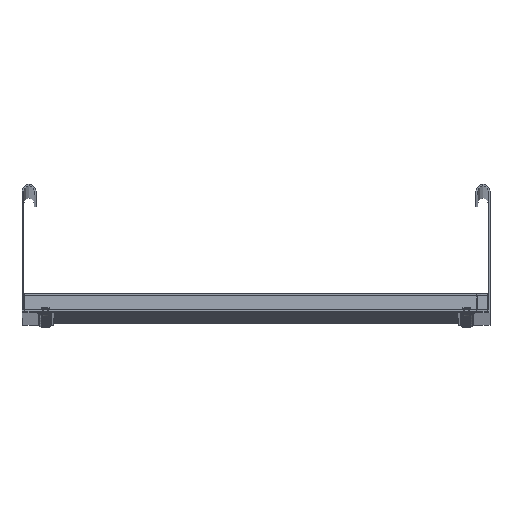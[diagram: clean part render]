
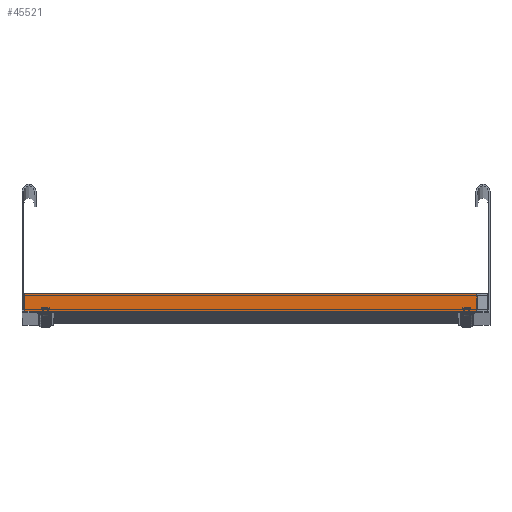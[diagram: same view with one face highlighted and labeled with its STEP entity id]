
A CAD part, top view. The second image highlights one B-rep face of the part: STEP entity #45521.
In plain terms, the highlighted face is planar.
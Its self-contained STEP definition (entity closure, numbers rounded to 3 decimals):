
#1073 = ORIENTED_EDGE ( 'NONE', *, *, #2571, .F. ) ;
#1437 = DIRECTION ( 'NONE',  ( 0., 1., 0. ) ) ;
#1503 = CARTESIAN_POINT ( 'NONE',  ( 15., 0., 197.5 ) ) ;
#2232 = LINE ( 'NONE', #41871, #36161 ) ;
#2571 = EDGE_CURVE ( 'NONE', #5808, #14998, #49469, .T. ) ;
#2733 = LINE ( 'NONE', #18720, #32974 ) ;
#3894 = EDGE_CURVE ( 'NONE', #50196, #36757, #2733, .T. ) ;
#4150 = EDGE_CURVE ( 'NONE', #5808, #50196, #20273, .T. ) ;
#4596 = DIRECTION ( 'NONE',  ( 0., -1., 0. ) ) ;
#5808 = VERTEX_POINT ( 'NONE', #17730 ) ;
#7428 = DIRECTION ( 'NONE',  ( 0., -1., 0. ) ) ;
#7749 = CARTESIAN_POINT ( 'NONE',  ( 15., 3., -197.5 ) ) ;
#11599 = AXIS2_PLACEMENT_3D ( 'NONE', #7749, #16143, #4596 ) ;
#11643 = ORIENTED_EDGE ( 'NONE', *, *, #3894, .T. ) ;
#12246 = LINE ( 'NONE', #48478, #46732 ) ;
#13594 = DIRECTION ( 'NONE',  ( 0., 0., -1. ) ) ;
#14998 = VERTEX_POINT ( 'NONE', #20755 ) ;
#16143 = DIRECTION ( 'NONE',  ( -1., 0., 0. ) ) ;
#17448 = DIRECTION ( 'NONE',  ( 0., -1., 0. ) ) ;
#17730 = CARTESIAN_POINT ( 'NONE',  ( 15., 12., 197.5 ) ) ;
#18720 = CARTESIAN_POINT ( 'NONE',  ( 15., 0., 197.5 ) ) ;
#20109 = DIRECTION ( 'NONE',  ( 0., 0., -1. ) ) ;
#20273 = LINE ( 'NONE', #24730, #21286 ) ;
#20299 = ORIENTED_EDGE ( 'NONE', *, *, #21076, .F. ) ;
#20451 = CARTESIAN_POINT ( 'NONE',  ( 15., 15., -188.84 ) ) ;
#20591 = FACE_OUTER_BOUND ( 'NONE', #42625, .T. ) ;
#20755 = CARTESIAN_POINT ( 'NONE',  ( 15., 15., 197.5 ) ) ;
#21076 = EDGE_CURVE ( 'NONE', #31585, #26519, #2232, .T. ) ;
#21202 = LINE ( 'NONE', #44843, #48198 ) ;
#21286 = VECTOR ( 'NONE', #32348, 1000. ) ;
#23000 = ORIENTED_EDGE ( 'NONE', *, *, #25466, .F. ) ;
#24730 = CARTESIAN_POINT ( 'NONE',  ( 15., 3., 197.5 ) ) ;
#25466 = EDGE_CURVE ( 'NONE', #14998, #31585, #21202, .T. ) ;
#26519 = VERTEX_POINT ( 'NONE', #28050 ) ;
#27883 = ORIENTED_EDGE ( 'NONE', *, *, #40549, .T. ) ;
#28050 = CARTESIAN_POINT ( 'NONE',  ( 15., 0., -188.84 ) ) ;
#29507 = CARTESIAN_POINT ( 'NONE',  ( 15., 3., 197.5 ) ) ;
#31585 = VERTEX_POINT ( 'NONE', #20451 ) ;
#32348 = DIRECTION ( 'NONE',  ( 0., -1., 0. ) ) ;
#32974 = VECTOR ( 'NONE', #7428, 1000. ) ;
#36161 = VECTOR ( 'NONE', #17448, 1000. ) ;
#36757 = VERTEX_POINT ( 'NONE', #1503 ) ;
#38752 = VECTOR ( 'NONE', #1437, 1000. ) ;
#40549 = EDGE_CURVE ( 'NONE', #36757, #26519, #12246, .T. ) ;
#41871 = CARTESIAN_POINT ( 'NONE',  ( 15., 15., -188.84 ) ) ;
#42625 = EDGE_LOOP ( 'NONE', ( #44942, #11643, #27883, #20299, #23000, #1073 ) ) ;
#44843 = CARTESIAN_POINT ( 'NONE',  ( 15., 15., -197.5 ) ) ;
#44942 = ORIENTED_EDGE ( 'NONE', *, *, #4150, .T. ) ;
#45521 = ADVANCED_FACE ( 'NONE', ( #20591 ), #48697, .F. ) ;
#46651 = CARTESIAN_POINT ( 'NONE',  ( 15., 3., 197.5 ) ) ;
#46732 = VECTOR ( 'NONE', #20109, 1000. ) ;
#48198 = VECTOR ( 'NONE', #13594, 1000. ) ;
#48478 = CARTESIAN_POINT ( 'NONE',  ( 15., 0., -197.5 ) ) ;
#48697 = PLANE ( 'NONE',  #11599 ) ;
#49469 = LINE ( 'NONE', #29507, #38752 ) ;
#50196 = VERTEX_POINT ( 'NONE', #46651 ) ;
